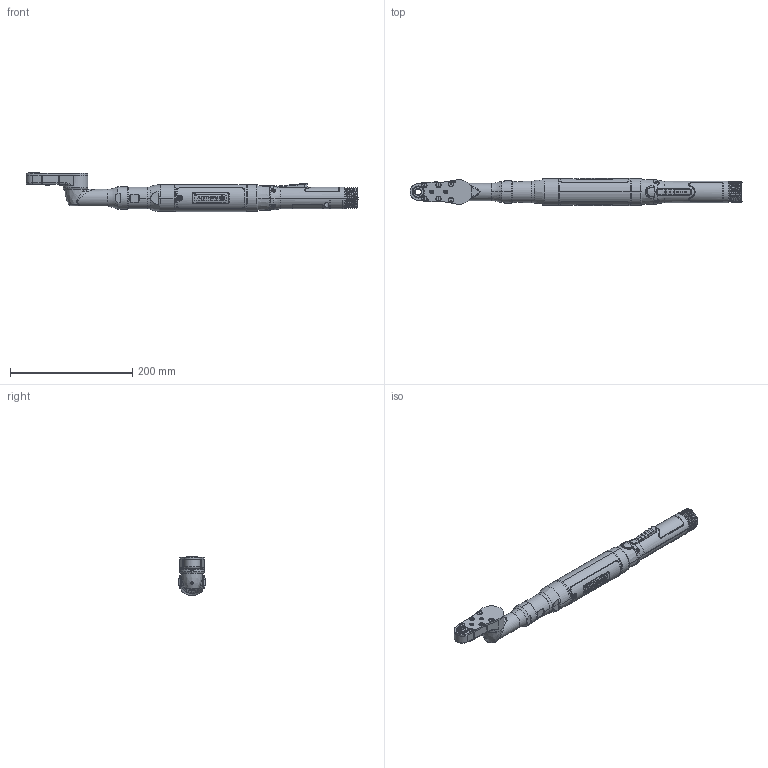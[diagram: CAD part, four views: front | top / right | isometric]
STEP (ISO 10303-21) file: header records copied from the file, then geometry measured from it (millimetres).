
FILE_DESCRIPTION((''),'2;1');
FILE_NAME('EB33LC13-30','2012-02-07T',('MAM0508'),(''),'PRO/ENGINEER BY PARAMETRIC TECHNOLOGY CORPORATION, 2010430','PRO/ENGINEER BY PARAMETRIC TECHNOLOGY CORPORATION, 2010430','');
FILE_SCHEMA(('CONFIG_CONTROL_DESIGN'));
Length unit declared in the file: inch
Products named in the file (1): EB33LC13-30
Bounding box: 544.12 x 45.57 x 64.4 mm (x, y, z)
Surface area: 118323.1 mm2 (no closed solid volume)
Topology: 0 solids, 169 shells, 603 faces, 3145 edges, 2640 vertices
Faces by surface type: cylinder 201, bspline 143, plane 128, cone 68, torus 45, extrusion 18
Entity records: 47776 total; most frequent: CARTESIAN_POINT 26499, ORIENTED_EDGE 3934, DIRECTION 3497, EDGE_CURVE 3143, VERTEX_POINT 2640, B_SPLINE_CURVE_WITH_KNOTS 1372, AXIS2_PLACEMENT_3D 1248, VECTOR 1001
